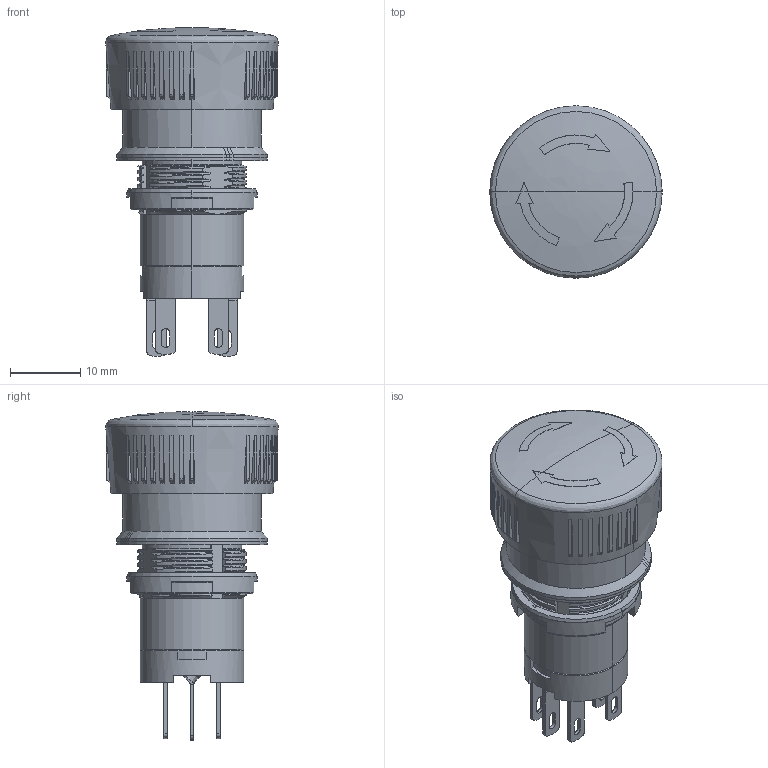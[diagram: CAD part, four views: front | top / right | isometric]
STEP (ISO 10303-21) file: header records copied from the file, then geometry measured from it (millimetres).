
FILE_DESCRIPTION (( 'STEP AP214' ), '1' );
FILE_NAME ('ARU.STEP', '2014-07-13T17:00:15', ( 'Adrien' ), ( '' ), 'SwSTEP 2.0', 'SolidWorks 2013', '' );
FILE_SCHEMA (( 'AUTOMOTIVE_DESIGN' ));
Length unit declared in the file: millimetre
Products named in the file (3): Ecrou; Bouton Sécurité - Tiny; ARU
Assembly tree (2 placements, depth 2):
  ARU
    Bouton Sécurité - Tiny
    Ecrou
Bounding box: 24.5 x 24.49 x 46.7 mm (x, y, z)
Volume: 5654.3 mm3; surface area: 8829.9 mm2
Topology: 11 solids, 11 shells, 758 faces, 2103 edges, 1407 vertices
Faces by surface type: plane 367, cylinder 210, bspline 116, cone 60, torus 5
Entity records: 37099 total; most frequent: CARTESIAN_POINT 13988, ORIENTED_EDGE 4194, DIRECTION 3061, EDGE_CURVE 2097, VERTEX_POINT 1407, AXIS2_PLACEMENT_3D 1063, VECTOR 935, LINE 935
